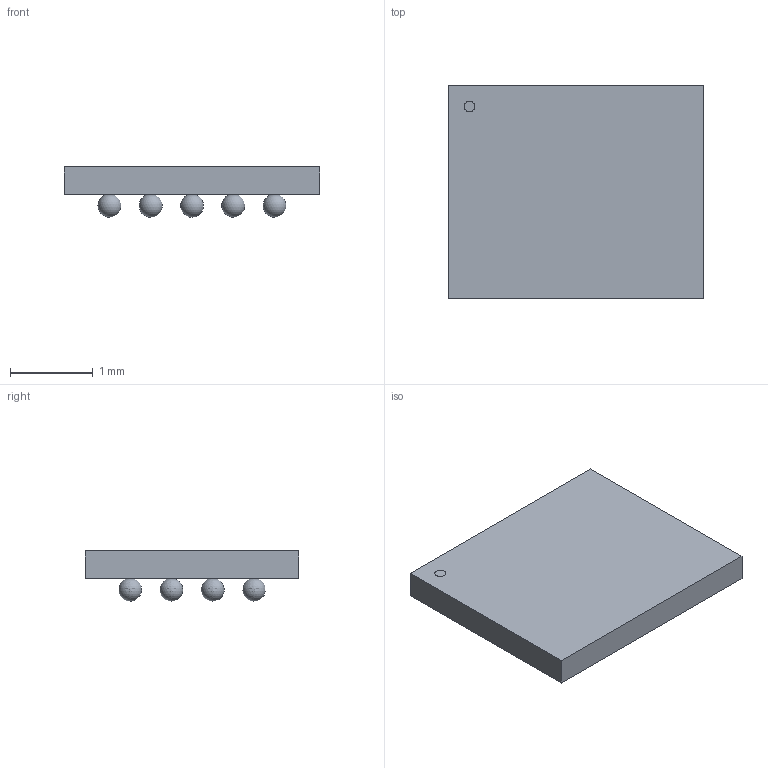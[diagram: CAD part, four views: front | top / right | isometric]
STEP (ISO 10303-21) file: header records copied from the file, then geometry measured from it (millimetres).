
FILE_DESCRIPTION(('STEP AP214'),'1');
FILE_NAME('ZXY20','2022-09-23T20:28:42',(''),(''),'','','');
FILE_SCHEMA(('AUTOMOTIVE_DESIGN'));
Length unit declared in the file: millimetre
Products named in the file (1): product
Bounding box: 3.1 x 2.59 x 0.61 mm (x, y, z)
Volume: 2.9 mm3; surface area: 24.8 mm2
Topology: 22 solids, 22 shells, 29 faces, 75 edges, 50 vertices
Faces by surface type: sphere 20, plane 8, cylinder 1
Full cylindrical faces by diameter (mm): 0.13 x1
Entity records: 436 total; most frequent: DIRECTION 78, CARTESIAN_POINT 43, AXIS2_PLACEMENT_3D 33, STYLED_ITEM 29, ADVANCED_FACE 29, ORIENTED_EDGE 28, MANIFOLD_SOLID_BREP 22, CLOSED_SHELL 22
